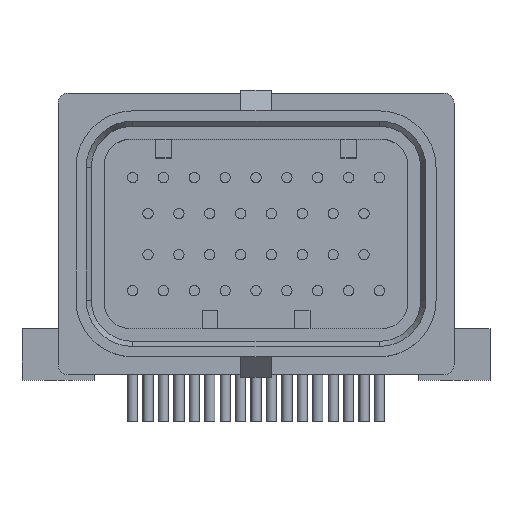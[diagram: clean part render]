
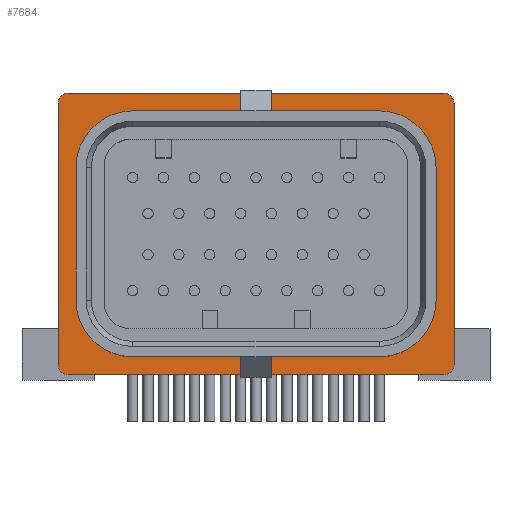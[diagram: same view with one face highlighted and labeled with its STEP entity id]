
A CAD part, top view. The second image highlights one B-rep face of the part: STEP entity #7684.
In plain terms, the highlighted planar face has unit normal (0, 0, 1).
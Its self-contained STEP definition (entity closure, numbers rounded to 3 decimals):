
#185=CARTESIAN_POINT('',(-12.25,6.7,-9.5));
#186=DIRECTION('',(0.,0.,1.));
#187=DIRECTION('',(0.,1.,0.));
#188=AXIS2_PLACEMENT_3D('',#185,#186,#187);
#208=CARTESIAN_POINT('',(-18.25,12.7,-9.5));
#209=DIRECTION('',(0.,0.,1.));
#210=DIRECTION('',(0.,1.,0.));
#211=AXIS2_PLACEMENT_3D('',#208,#209,#210);
#213=DIRECTION('',(-1.,0.,0.));
#214=VECTOR('',#213,36.5);
#215=CARTESIAN_POINT('',(18.25,13.7,-9.5));
#216=LINE('',#215,#214);
#217=CARTESIAN_POINT('',(18.25,12.7,-9.5));
#218=DIRECTION('',(0.,0.,1.));
#219=DIRECTION('',(1.,0.,0.));
#220=AXIS2_PLACEMENT_3D('',#217,#218,#219);
#222=DIRECTION('',(0.,1.,0.));
#223=VECTOR('',#222,25.4);
#224=CARTESIAN_POINT('',(19.25,-12.7,-9.5));
#225=LINE('',#224,#223);
#226=CARTESIAN_POINT('',(18.25,-12.7,-9.5));
#227=DIRECTION('',(0.,0.,1.));
#228=DIRECTION('',(0.,-1.,0.));
#229=AXIS2_PLACEMENT_3D('',#226,#227,#228);
#231=DIRECTION('',(1.,0.,0.));
#232=VECTOR('',#231,36.5);
#233=CARTESIAN_POINT('',(-18.25,-13.7,-9.5));
#234=LINE('',#233,#232);
#235=CARTESIAN_POINT('',(-18.25,-12.7,-9.5));
#236=DIRECTION('',(0.,0.,1.));
#237=DIRECTION('',(-1.,0.,0.));
#238=AXIS2_PLACEMENT_3D('',#235,#236,#237);
#240=DIRECTION('',(0.,-1.,0.));
#241=VECTOR('',#240,25.4);
#242=CARTESIAN_POINT('',(-19.25,12.7,-9.5));
#243=LINE('',#242,#241);
#520=DIRECTION('',(-1.,0.,0.));
#521=VECTOR('',#520,24.5);
#522=CARTESIAN_POINT('',(12.25,10.7,-9.5));
#523=LINE('',#522,#521);
#540=CARTESIAN_POINT('',(12.25,6.7,-9.5));
#541=DIRECTION('',(0.,0.,1.));
#542=DIRECTION('',(1.,0.,0.));
#543=AXIS2_PLACEMENT_3D('',#540,#541,#542);
#563=DIRECTION('',(0.,1.,0.));
#564=VECTOR('',#563,13.4);
#565=CARTESIAN_POINT('',(16.25,-6.7,-9.5));
#566=LINE('',#565,#564);
#599=CARTESIAN_POINT('',(12.25,-6.7,-9.5));
#600=DIRECTION('',(0.,0.,1.));
#601=DIRECTION('',(0.,-1.,0.));
#602=AXIS2_PLACEMENT_3D('',#599,#600,#601);
#627=DIRECTION('',(1.,0.,0.));
#628=VECTOR('',#627,24.5);
#629=CARTESIAN_POINT('',(-12.25,-10.7,-9.5));
#630=LINE('',#629,#628);
#1037=CARTESIAN_POINT('',(-12.25,-6.7,-9.5));
#1038=DIRECTION('',(0.,0.,1.));
#1039=DIRECTION('',(-1.,0.,0.));
#1040=AXIS2_PLACEMENT_3D('',#1037,#1038,#1039);
#1065=DIRECTION('',(0.,-1.,0.));
#1066=VECTOR('',#1065,13.4);
#1067=CARTESIAN_POINT('',(-16.25,6.7,-9.5));
#1068=LINE('',#1067,#1066);
#5861=CARTESIAN_POINT('',(-18.25,13.7,-9.5));
#5862=CARTESIAN_POINT('',(-19.25,12.7,-9.5));
#5863=VERTEX_POINT('',#5861);
#5864=VERTEX_POINT('',#5862);
#5865=CARTESIAN_POINT('',(-19.25,-12.7,-9.5));
#5866=VERTEX_POINT('',#5865);
#5867=CARTESIAN_POINT('',(-18.25,-13.7,-9.5));
#5868=VERTEX_POINT('',#5867);
#5869=CARTESIAN_POINT('',(18.25,-13.7,-9.5));
#5870=VERTEX_POINT('',#5869);
#5871=CARTESIAN_POINT('',(19.25,-12.7,-9.5));
#5872=VERTEX_POINT('',#5871);
#5873=CARTESIAN_POINT('',(19.25,12.7,-9.5));
#5874=VERTEX_POINT('',#5873);
#5875=CARTESIAN_POINT('',(18.25,13.7,-9.5));
#5876=VERTEX_POINT('',#5875);
#5893=CARTESIAN_POINT('',(-12.25,10.7,-9.5));
#5894=CARTESIAN_POINT('',(-16.25,6.7,-9.5));
#5895=VERTEX_POINT('',#5893);
#5896=VERTEX_POINT('',#5894);
#5901=CARTESIAN_POINT('',(-16.25,-6.7,-9.5));
#5902=VERTEX_POINT('',#5901);
#5905=CARTESIAN_POINT('',(-12.25,-10.7,-9.5));
#5906=VERTEX_POINT('',#5905);
#5909=CARTESIAN_POINT('',(12.25,-10.7,-9.5));
#5910=VERTEX_POINT('',#5909);
#5913=CARTESIAN_POINT('',(16.25,-6.7,-9.5));
#5914=VERTEX_POINT('',#5913);
#5917=CARTESIAN_POINT('',(16.25,6.7,-9.5));
#5918=VERTEX_POINT('',#5917);
#5921=CARTESIAN_POINT('',(12.25,10.7,-9.5));
#5922=VERTEX_POINT('',#5921);
#7644=CARTESIAN_POINT('',(0.,0.,-9.5));
#7645=DIRECTION('',(0.,0.,1.));
#7646=DIRECTION('',(1.,0.,0.));
#7647=AXIS2_PLACEMENT_3D('',#7644,#7645,#7646);
#7648=PLANE('',#7647);
#7650=ORIENTED_EDGE('',*,*,#7649,.F.);
#7652=ORIENTED_EDGE('',*,*,#7651,.F.);
#7654=ORIENTED_EDGE('',*,*,#7653,.F.);
#7656=ORIENTED_EDGE('',*,*,#7655,.F.);
#7658=ORIENTED_EDGE('',*,*,#7657,.F.);
#7660=ORIENTED_EDGE('',*,*,#7659,.F.);
#7662=ORIENTED_EDGE('',*,*,#7661,.F.);
#7664=ORIENTED_EDGE('',*,*,#7663,.F.);
#7665=EDGE_LOOP('',(#7650,#7652,#7654,#7656,#7658,#7660,#7662,#7664));
#7666=FACE_OUTER_BOUND('',#7665,.F.);
#7667=ORIENTED_EDGE('',*,*,#7618,.T.);
#7669=ORIENTED_EDGE('',*,*,#7668,.T.);
#7671=ORIENTED_EDGE('',*,*,#7670,.T.);
#7673=ORIENTED_EDGE('',*,*,#7672,.T.);
#7675=ORIENTED_EDGE('',*,*,#7674,.T.);
#7677=ORIENTED_EDGE('',*,*,#7676,.T.);
#7679=ORIENTED_EDGE('',*,*,#7678,.T.);
#7681=ORIENTED_EDGE('',*,*,#7680,.T.);
#7682=EDGE_LOOP('',(#7667,#7669,#7671,#7673,#7675,#7677,#7679,#7681));
#7683=FACE_BOUND('',#7682,.F.);
#189=CIRCLE('',#188,4.);
#212=CIRCLE('',#211,1.);
#221=CIRCLE('',#220,1.);
#230=CIRCLE('',#229,1.);
#239=CIRCLE('',#238,1.);
#544=CIRCLE('',#543,4.);
#603=CIRCLE('',#602,4.);
#1041=CIRCLE('',#1040,4.);
#7618=EDGE_CURVE('',#5895,#5896,#189,.T.);
#7649=EDGE_CURVE('',#5863,#5864,#212,.T.);
#7651=EDGE_CURVE('',#5876,#5863,#216,.T.);
#7653=EDGE_CURVE('',#5874,#5876,#221,.T.);
#7655=EDGE_CURVE('',#5872,#5874,#225,.T.);
#7657=EDGE_CURVE('',#5870,#5872,#230,.T.);
#7659=EDGE_CURVE('',#5868,#5870,#234,.T.);
#7661=EDGE_CURVE('',#5866,#5868,#239,.T.);
#7663=EDGE_CURVE('',#5864,#5866,#243,.T.);
#7668=EDGE_CURVE('',#5896,#5902,#1068,.T.);
#7670=EDGE_CURVE('',#5902,#5906,#1041,.T.);
#7672=EDGE_CURVE('',#5906,#5910,#630,.T.);
#7674=EDGE_CURVE('',#5910,#5914,#603,.T.);
#7676=EDGE_CURVE('',#5914,#5918,#566,.T.);
#7678=EDGE_CURVE('',#5918,#5922,#544,.T.);
#7680=EDGE_CURVE('',#5922,#5895,#523,.T.);
#7684=ADVANCED_FACE('',(#7666,#7683),#7648,.T.);
